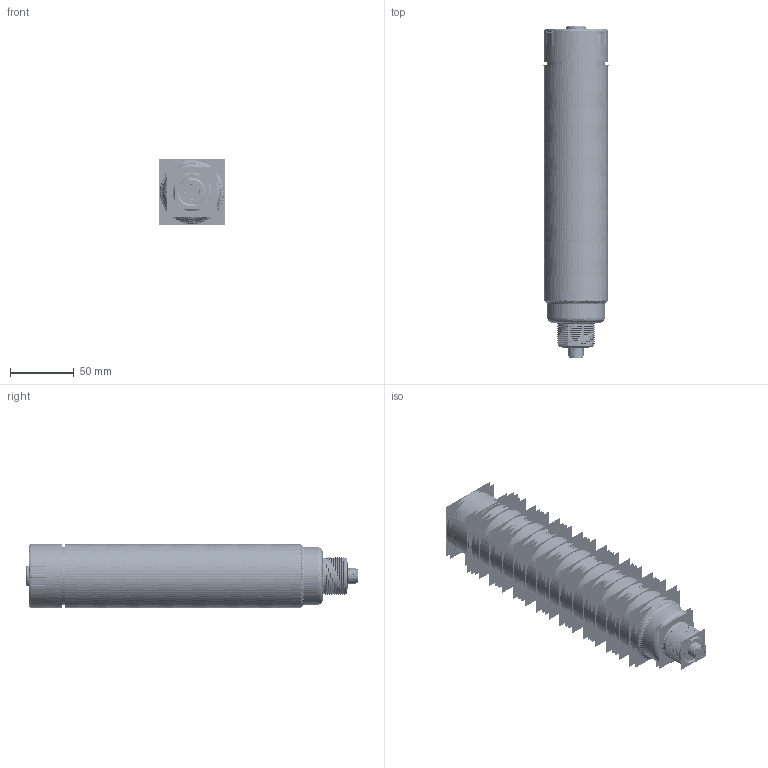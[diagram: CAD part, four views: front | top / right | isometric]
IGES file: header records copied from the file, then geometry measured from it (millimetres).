
Start section:  PTC IGES file: 205842.igs
Global section: file name: 205842.igs; native system: Creo Parametric by PTC Inc.; preprocessor: 2016260; author: pdmadmin; organization: Unknown; date: 20180427.134106; units: millimetre
Bounding box: 52.04 x 259.48 x 52 mm (x, y, z)
Volume: 149911.2 mm3; surface area: 1567763.1 mm2
Topology: 19 solids, 19 shells, 6248 faces, 31700 edges, 39871 vertices
Faces by surface type: bspline 3320, revolution 2928
